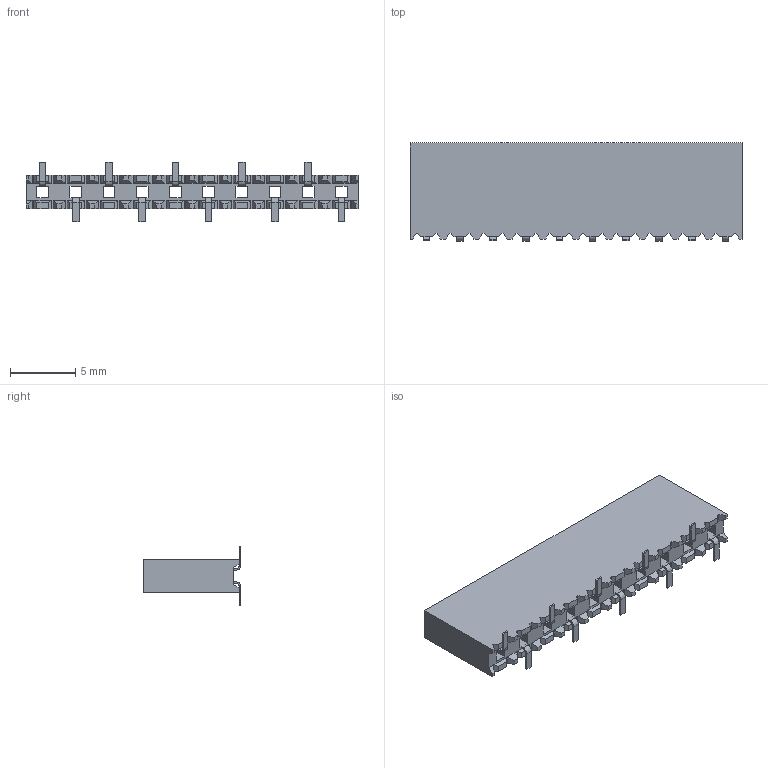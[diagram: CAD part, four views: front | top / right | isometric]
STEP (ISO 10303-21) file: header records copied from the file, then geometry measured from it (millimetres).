
FILE_DESCRIPTION (( 'STEP AP214' ), '1' );
FILE_NAME ('Samtec-SSM-110-L-SV.step', '2013-06-05T13:38:44', ( 'Windows User' ), ( '' ), 'SwSTEP 2.0', 'SolidWorks 2013', '' );
FILE_SCHEMA (( 'AUTOMOTIVE_DESIGN' ));
Length unit declared in the file: inch
Products named in the file (1): Samtec-SSM-110-L-SV
Bounding box: 25.4 x 7.49 x 4.57 mm (x, y, z)
Volume: 388 mm3; surface area: 849.4 mm2
Topology: 1 solids, 1 shells, 375 faces, 1052 edges, 688 vertices
Faces by surface type: plane 355, cylinder 20
Entity records: 15721 total; most frequent: CARTESIAN_POINT 2116, ORIENTED_EDGE 2104, DIRECTION 1844, EDGE_CURVE 1052, LINE 1012, VECTOR 1012, VERTEX_POINT 688, AXIS2_PLACEMENT_3D 416
